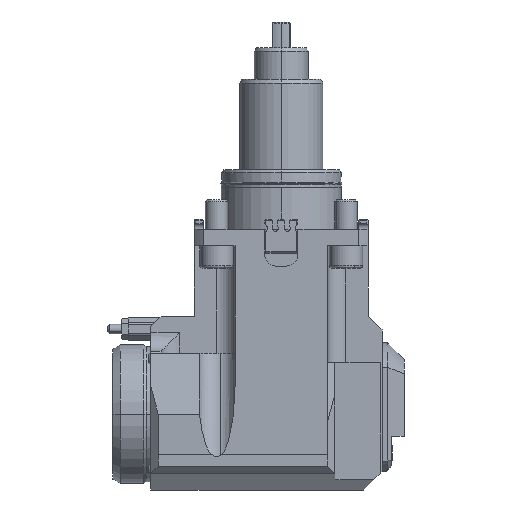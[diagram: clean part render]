
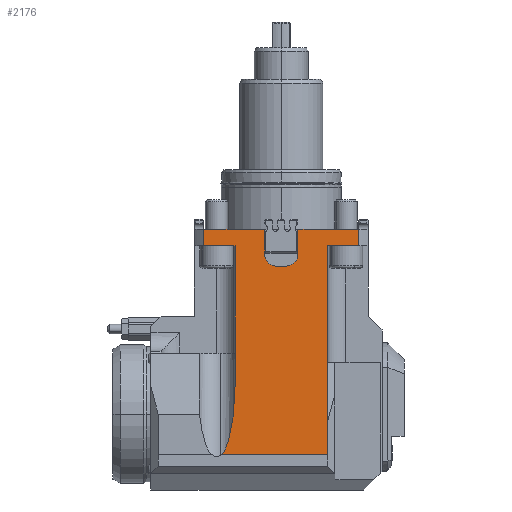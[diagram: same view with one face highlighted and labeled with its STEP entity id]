
A CAD part, front view. The second image highlights one B-rep face of the part: STEP entity #2176.
In plain terms, the highlighted planar face has unit normal (0, -1, 0).
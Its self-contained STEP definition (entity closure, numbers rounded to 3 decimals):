
#230=CARTESIAN_POINT('',(-25.,-47.,-9.));
#231=VERTEX_POINT('',#230);
#238=CARTESIAN_POINT('',(-41.952,-47.,-9.));
#239=VERTEX_POINT('',#238);
#240=CARTESIAN_POINT('',(-41.952,-47.,-9.));
#241=DIRECTION('',(1.,0.,-0.));
#242=VECTOR('',#241,16.952);
#243=LINE('',#240,#242);
#244=EDGE_CURVE('',#239,#231,#243,.T.);
#289=CARTESIAN_POINT('',(41.952,-47.,-0.));
#290=VERTEX_POINT('',#289);
#582=CARTESIAN_POINT('',(-41.952,-47.,0.));
#583=VERTEX_POINT('',#582);
#591=CARTESIAN_POINT('',(-9.005,-47.,0.));
#592=VERTEX_POINT('',#591);
#593=CARTESIAN_POINT('',(-41.952,-47.,0.));
#594=DIRECTION('',(1.,0.,-0.));
#595=VECTOR('',#594,32.947);
#596=LINE('',#593,#595);
#597=EDGE_CURVE('',#583,#592,#596,.T.);
#663=CARTESIAN_POINT('',(9.005,-47.,0.));
#664=VERTEX_POINT('',#663);
#671=CARTESIAN_POINT('',(9.005,-47.,0.));
#672=DIRECTION('',(1.,0.,-0.));
#673=VECTOR('',#672,32.947);
#674=LINE('',#671,#673);
#675=EDGE_CURVE('',#664,#290,#674,.T.);
#2065=CARTESIAN_POINT('',(-47.,-47.,0.));
#2066=DIRECTION('',(0.,-1.,0.));
#2067=DIRECTION('',(0.,0.,1.));
#2068=AXIS2_PLACEMENT_3D('',#2065,#2066,#2067);
#2069=PLANE('',#2068);
#2070=CARTESIAN_POINT('',(25.,-47.,-104.));
#2071=VERTEX_POINT('',#2070);
#2072=CARTESIAN_POINT('',(25.,-47.,-122.));
#2073=VERTEX_POINT('',#2072);
#2074=CARTESIAN_POINT('',(25.,-47.,-104.));
#2075=DIRECTION('',(0.,0.,-1.));
#2076=VECTOR('',#2075,18.);
#2077=LINE('',#2074,#2076);
#2078=EDGE_CURVE('',#2071,#2073,#2077,.T.);
#2079=ORIENTED_EDGE('',*,*,#2078,.F.);
#2080=CARTESIAN_POINT('',(25.,-47.,-9.));
#2081=VERTEX_POINT('',#2080);
#2082=CARTESIAN_POINT('',(25.,-47.,-104.));
#2083=DIRECTION('',(-0.,-0.,1.));
#2084=VECTOR('',#2083,95.);
#2085=LINE('',#2082,#2084);
#2086=EDGE_CURVE('',#2071,#2081,#2085,.T.);
#2087=ORIENTED_EDGE('',*,*,#2086,.T.);
#2088=CARTESIAN_POINT('',(41.952,-47.,-9.));
#2089=VERTEX_POINT('',#2088);
#2090=CARTESIAN_POINT('',(25.,-47.,-9.));
#2091=DIRECTION('',(1.,0.,-0.));
#2092=VECTOR('',#2091,16.952);
#2093=LINE('',#2090,#2092);
#2094=EDGE_CURVE('',#2081,#2089,#2093,.T.);
#2095=ORIENTED_EDGE('',*,*,#2094,.T.);
#2096=CARTESIAN_POINT('',(41.952,-47.,-9.));
#2097=DIRECTION('',(0.,0.,1.));
#2098=VECTOR('',#2097,9.);
#2099=LINE('',#2096,#2098);
#2100=EDGE_CURVE('',#2089,#290,#2099,.T.);
#2101=ORIENTED_EDGE('',*,*,#2100,.T.);
#2102=ORIENTED_EDGE('',*,*,#675,.F.);
#2103=CARTESIAN_POINT('',(9.005,-47.,-13.5));
#2104=VERTEX_POINT('',#2103);
#2105=CARTESIAN_POINT('',(9.005,-47.,0.));
#2106=DIRECTION('',(0.,0.,-1.));
#2107=VECTOR('',#2106,13.5);
#2108=LINE('',#2105,#2107);
#2109=EDGE_CURVE('',#664,#2104,#2108,.T.);
#2110=ORIENTED_EDGE('',*,*,#2109,.T.);
#2111=CARTESIAN_POINT('',(2.505,-47.,-20.));
#2112=VERTEX_POINT('',#2111);
#2113=CARTESIAN_POINT('',(2.505,-47.,-13.5));
#2114=DIRECTION('',(-0.,1.,-0.));
#2115=DIRECTION('',(-0.,-0.,-1.));
#2116=AXIS2_PLACEMENT_3D('',#2113,#2114,#2115);
#2117=CIRCLE('',#2116,6.5);
#2118=EDGE_CURVE('',#2104,#2112,#2117,.T.);
#2119=ORIENTED_EDGE('',*,*,#2118,.T.);
#2120=CARTESIAN_POINT('',(-2.505,-47.,-20.));
#2121=VERTEX_POINT('',#2120);
#2122=CARTESIAN_POINT('',(2.505,-47.,-20.));
#2123=DIRECTION('',(-1.,0.,0.));
#2124=VECTOR('',#2123,5.01);
#2125=LINE('',#2122,#2124);
#2126=EDGE_CURVE('',#2112,#2121,#2125,.T.);
#2127=ORIENTED_EDGE('',*,*,#2126,.T.);
#2128=CARTESIAN_POINT('',(-9.005,-47.,-13.5));
#2129=VERTEX_POINT('',#2128);
#2130=CARTESIAN_POINT('',(-2.505,-47.,-13.5));
#2131=DIRECTION('',(-0.,1.,-0.));
#2132=DIRECTION('',(-1.,-0.,0.));
#2133=AXIS2_PLACEMENT_3D('',#2130,#2131,#2132);
#2134=CIRCLE('',#2133,6.5);
#2135=EDGE_CURVE('',#2121,#2129,#2134,.T.);
#2136=ORIENTED_EDGE('',*,*,#2135,.T.);
#2137=CARTESIAN_POINT('',(-9.005,-47.,-13.5));
#2138=DIRECTION('',(0.,0.,1.));
#2139=VECTOR('',#2138,13.5);
#2140=LINE('',#2137,#2139);
#2141=EDGE_CURVE('',#2129,#592,#2140,.T.);
#2142=ORIENTED_EDGE('',*,*,#2141,.T.);
#2143=ORIENTED_EDGE('',*,*,#597,.F.);
#2144=CARTESIAN_POINT('',(-41.952,-47.,0.));
#2145=DIRECTION('',(0.,0.,-1.));
#2146=VECTOR('',#2145,9.);
#2147=LINE('',#2144,#2146);
#2148=EDGE_CURVE('',#583,#239,#2147,.T.);
#2149=ORIENTED_EDGE('',*,*,#2148,.T.);
#2150=ORIENTED_EDGE('',*,*,#244,.T.);
#2151=CARTESIAN_POINT('',(-25.,-47.,-84.87));
#2152=VERTEX_POINT('',#2151);
#2153=CARTESIAN_POINT('',(-25.,-47.,-9.));
#2154=DIRECTION('',(0.,-0.,-1.));
#2155=VECTOR('',#2154,75.87);
#2156=LINE('',#2153,#2155);
#2157=EDGE_CURVE('',#231,#2152,#2156,.T.);
#2158=ORIENTED_EDGE('',*,*,#2157,.T.);
#2159=CARTESIAN_POINT('',(-32.234,-47.,-122.));
#2160=VERTEX_POINT('',#2159);
#2161=CARTESIAN_POINT('',(-35.,-47.,-84.87));
#2162=DIRECTION('',(-0.,1.,-0.));
#2163=DIRECTION('',(0.,0.,1.));
#2164=AXIS2_PLACEMENT_3D('',#2161,#2162,#2163);
#2165=ELLIPSE('',#2164,38.637,10.);
#2166=EDGE_CURVE('',#2152,#2160,#2165,.T.);
#2167=ORIENTED_EDGE('',*,*,#2166,.T.);
#2168=CARTESIAN_POINT('',(-32.234,-47.,-122.));
#2169=DIRECTION('',(1.,0.,0.));
#2170=VECTOR('',#2169,57.234);
#2171=LINE('',#2168,#2170);
#2172=EDGE_CURVE('',#2160,#2073,#2171,.T.);
#2173=ORIENTED_EDGE('',*,*,#2172,.T.);
#2174=EDGE_LOOP('',(#2079,#2087,#2095,#2101,#2102,#2110,#2119,#2127,#2136,#2142,#2143,#2149,#2150,#2158,#2167,#2173));
#2175=FACE_BOUND('',#2174,.T.);
#2176=ADVANCED_FACE('',(#2175),#2069,.T.);
